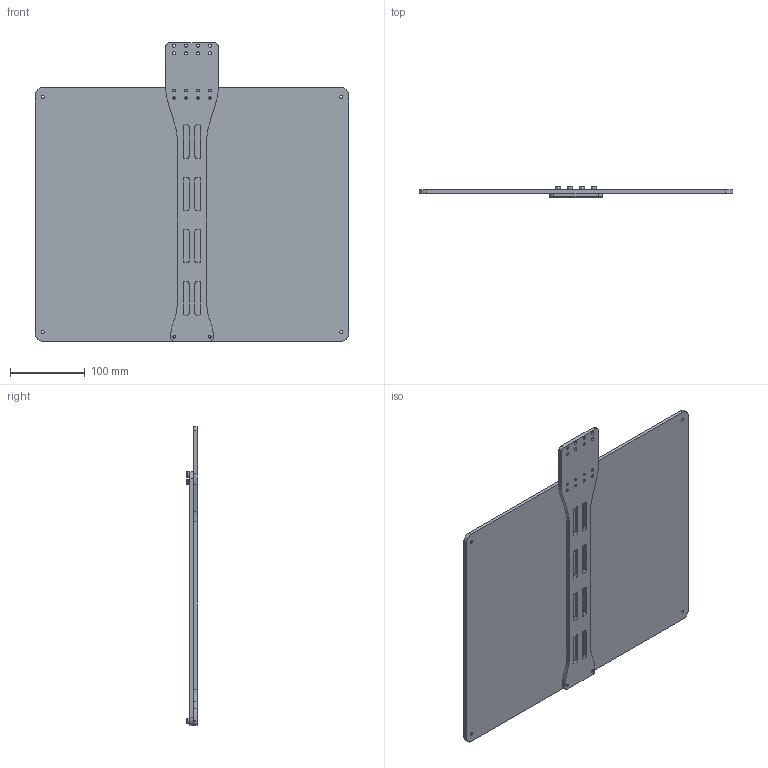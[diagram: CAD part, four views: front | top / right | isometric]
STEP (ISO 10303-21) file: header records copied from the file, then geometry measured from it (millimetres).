
FILE_DESCRIPTION (( 'STEP AP214' ), '1' );
FILE_NAME ('BDB-7.STEP', '2022-03-21T06:32:00', ( '' ), ( '' ), 'SwSTEP 2.0', 'SolidWorks 2017', '' );
FILE_SCHEMA (( 'AUTOMOTIVE_DESIGN' ));
Length unit declared in the file: millimetre
Products named in the file (5): R000212-磨砂亚克力大标定板BDB-7-G版本; R000271-自标定板支撑件 两端固定-C版本; BDB-7; 2_GB_CONNECTING_PIECE_PIN_PPET 4X10-N; 1_GB_FASTENER_SCREWS_HSHCS M4X8-N
Assembly tree (12 placements, depth 2):
  BDB-7
    1_GB_FASTENER_SCREWS_HSHCS M4X8-N  x8
    2_GB_CONNECTING_PIECE_PIN_PPET 4X10-N  x2
    R000212-磨砂亚克力大标定板BDB-7-G版本
    R000271-自标定板支撑件 两端固定-C版本
Bounding box: 420 x 14 x 400 mm (x, y, z)
Volume: 793593.2 mm3; surface area: 338817.2 mm2
Topology: 12 solids, 12 shells, 391 faces, 934 edges, 598 vertices
Faces by surface type: plane 243, cylinder 118, cone 22, torus 8
Full cylindrical faces by diameter (mm): 3.3 x10, 4 x26, 4.2 x4, 4.5 x2, 7 x8, 42 x20
Entity records: 7695 total; most frequent: DIRECTION 1284, CARTESIAN_POINT 1230, ORIENTED_EDGE 1112, EDGE_CURVE 556, AXIS2_PLACEMENT_3D 476, VERTEX_POINT 406, EDGE_LOOP 404, LINE 332
